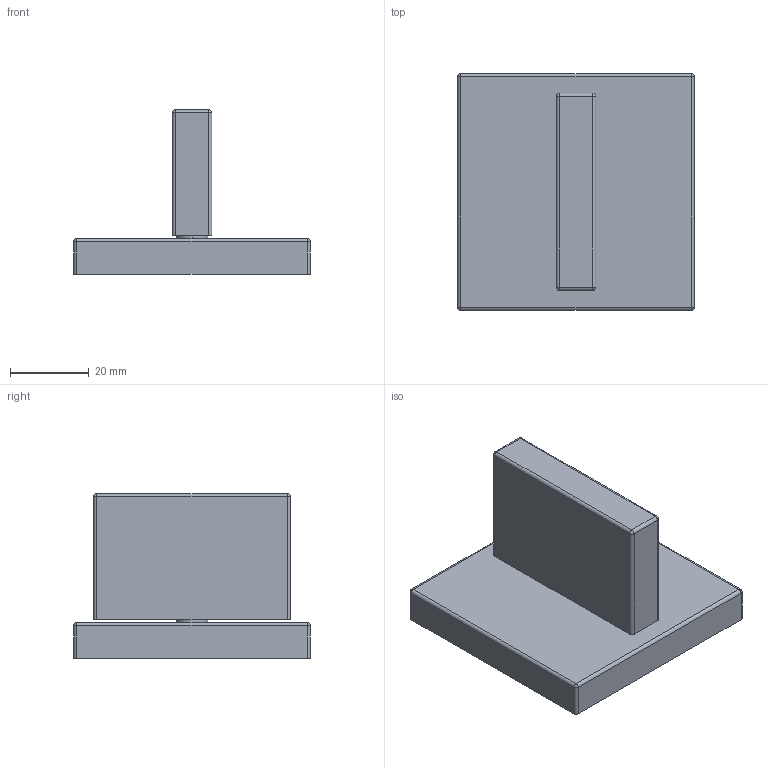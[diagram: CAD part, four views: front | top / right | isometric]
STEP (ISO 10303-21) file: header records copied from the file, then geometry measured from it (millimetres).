
FILE_DESCRIPTION (( 'STEP AP203' ), '1' );
FILE_NAME ('36607782-00.STEP', '2019-09-16T05:37:57', ( '' ), ( '' ), 'SwSTEP 2.0', 'SolidWorks 2017', '' );
FILE_SCHEMA (( 'CONFIG_CONTROL_DESIGN' ));
Length unit declared in the file: millimetre
Products named in the file (4): Planungsmodell_Abdeckung-+-33.543.780-01_ _K84_10x50x32; Planungsmodell_Rohr_gerade-+-28.568.780-10_ _K146_8x0,7; 36607782-00; Planungsmodell_Abdeckung-+-33.543.780-01_ _K81_60x9x60
Assembly tree (3 placements, depth 2):
  36607782-00
    Planungsmodell_Abdeckung-+-33.543.780-01_ _K81_60x9x60
    Planungsmodell_Abdeckung-+-33.543.780-01_ _K84_10x50x32
    Planungsmodell_Rohr_gerade-+-28.568.780-10_ _K146_8x0,7
Bounding box: 60 x 60 x 41.7 mm (x, y, z)
Volume: 48363.9 mm3; surface area: 14136.4 mm2
Topology: 3 solids, 3 shells, 40 faces, 86 edges, 44 vertices
Faces by surface type: cylinder 18, plane 14, sphere 8
Entity records: 1420 total; most frequent: DIRECTION 206, CARTESIAN_POINT 168, ORIENTED_EDGE 156, AXIS2_PLACEMENT_3D 82, EDGE_CURVE 78, VERTEX_POINT 44, VECTOR 42, LINE 42
